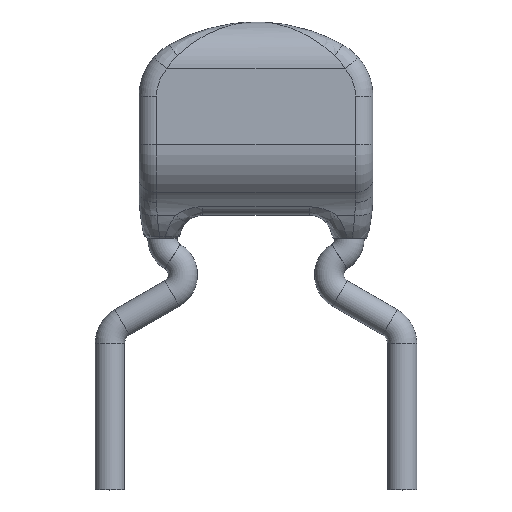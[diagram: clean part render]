
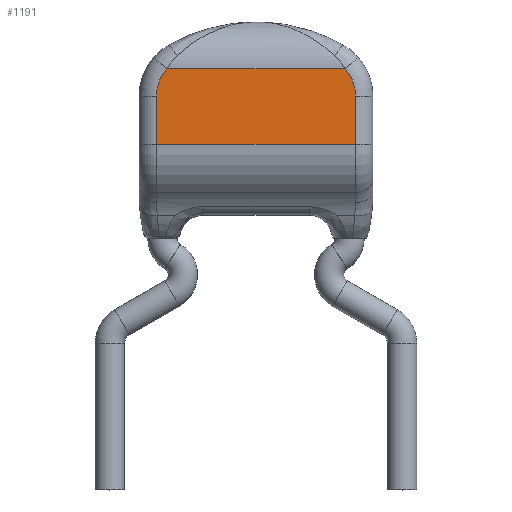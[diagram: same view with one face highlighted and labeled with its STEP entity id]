
A CAD part, top view. The second image highlights one B-rep face of the part: STEP entity #1191.
In plain terms, the highlighted planar face has unit normal (0, 0, 1).
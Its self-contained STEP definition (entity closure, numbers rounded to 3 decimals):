
#157=FACE_OUTER_BOUND('',#242,.T.);
#242=EDGE_LOOP('',(#798,#799,#800,#801,#802,#803));
#327=CIRCLE('',#1302,0.7);
#328=CIRCLE('',#1303,0.7);
#413=LINE('',#1795,#454);
#414=LINE('',#1799,#455);
#415=LINE('',#1803,#456);
#416=LINE('',#1804,#457);
#454=VECTOR('',#1454,1000.);
#455=VECTOR('',#1457,1000.);
#456=VECTOR('',#1460,1000.);
#457=VECTOR('',#1461,1000.);
#495=VERTEX_POINT('',#1793);
#496=VERTEX_POINT('',#1794);
#497=VERTEX_POINT('',#1796);
#498=VERTEX_POINT('',#1798);
#499=VERTEX_POINT('',#1800);
#500=VERTEX_POINT('',#1802);
#607=EDGE_CURVE('',#495,#496,#413,.T.);
#608=EDGE_CURVE('',#496,#497,#327,.T.);
#609=EDGE_CURVE('',#498,#497,#414,.T.);
#610=EDGE_CURVE('',#498,#499,#328,.T.);
#611=EDGE_CURVE('',#499,#500,#415,.T.);
#612=EDGE_CURVE('',#500,#495,#416,.T.);
#798=ORIENTED_EDGE('',*,*,#607,.T.);
#799=ORIENTED_EDGE('',*,*,#608,.T.);
#800=ORIENTED_EDGE('',*,*,#609,.F.);
#801=ORIENTED_EDGE('',*,*,#610,.T.);
#802=ORIENTED_EDGE('',*,*,#611,.T.);
#803=ORIENTED_EDGE('',*,*,#612,.T.);
#1180=PLANE('',#1301);
#1191=ADVANCED_FACE('',(#157),#1180,.T.);
#1301=AXIS2_PLACEMENT_3D('',#1792,#1452,#1453);
#1302=AXIS2_PLACEMENT_3D('',#1797,#1455,#1456);
#1303=AXIS2_PLACEMENT_3D('',#1801,#1458,#1459);
#1452=DIRECTION('center_axis',(0.,0.,1.));
#1453=DIRECTION('ref_axis',(1.,0.,0.));
#1454=DIRECTION('',(0.,1.,0.));
#1455=DIRECTION('center_axis',(0.,0.,1.));
#1456=DIRECTION('ref_axis',(1.,0.,0.));
#1457=DIRECTION('',(1.,0.,0.));
#1458=DIRECTION('center_axis',(0.,0.,1.));
#1459=DIRECTION('ref_axis',(1.,0.,0.));
#1460=DIRECTION('',(0.,-1.,0.));
#1461=DIRECTION('',(1.,0.,0.));
#1792=CARTESIAN_POINT('Origin',(0.,0.,1.25));
#1793=CARTESIAN_POINT('',(1.7,3.41,1.25));
#1794=CARTESIAN_POINT('',(1.7,4.232,1.25));
#1795=CARTESIAN_POINT('',(1.7,4.232,1.25));
#1796=CARTESIAN_POINT('',(1.524,4.696,1.25));
#1797=CARTESIAN_POINT('Origin',(1.,4.232,1.25));
#1798=CARTESIAN_POINT('',(-1.524,4.696,1.25));
#1799=CARTESIAN_POINT('',(-2.75,4.696,1.25));
#1800=CARTESIAN_POINT('',(-1.7,4.232,1.25));
#1801=CARTESIAN_POINT('Origin',(-1.,4.232,1.25));
#1802=CARTESIAN_POINT('',(-1.7,3.41,1.25));
#1803=CARTESIAN_POINT('',(-1.7,3.41,1.25));
#1804=CARTESIAN_POINT('',(-2.75,3.41,1.25));
